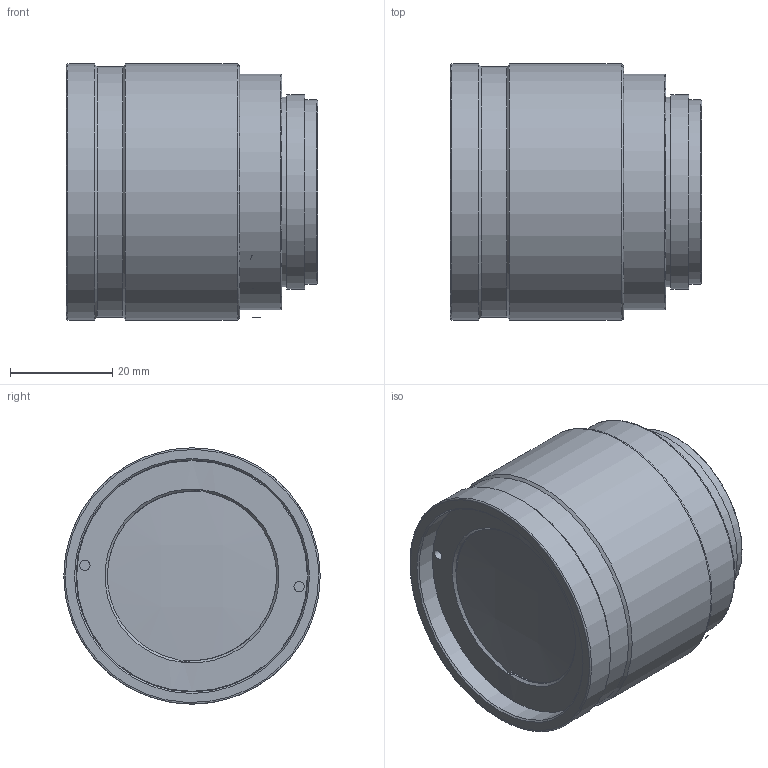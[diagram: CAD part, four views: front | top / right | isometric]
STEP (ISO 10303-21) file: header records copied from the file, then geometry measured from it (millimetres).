
FILE_DESCRIPTION (( 'STEP AP203' ), '1' );
FILE_NAME ('693048.STEP', '2025-12-22T03:10:06', ( 'Windows User' ), ( 'P R C' ), 'SwSTEP 2.0', 'SolidWorks 2020', '' );
FILE_SCHEMA (( 'CONFIG_CONTROL_DESIGN' ));
Length unit declared in the file: millimetre
Products named in the file (1): 693048
Bounding box: 49 x 50 x 50 mm (x, y, z)
Surface area: 17741.5 mm2 (no closed solid volume)
Topology: 0 solids, 27 shells, 58 faces, 145 edges, 110 vertices
Faces by surface type: cone 27, cylinder 14, plane 9, bspline 7, sphere 1
Full cylindrical faces by diameter (mm): 2 x2, 34 x1, 36 x1, 37 x1, 38 x1, 45.25 x1, 46 x1, 49 x1, 50 x2
Entity records: 5527 total; most frequent: CARTESIAN_POINT 4381, DIRECTION 189, ORIENTED_EDGE 145, EDGE_CURVE 110, VERTEX_POINT 100, AXIS2_PLACEMENT_3D 94, EDGE_LOOP 91, FACE_OUTER_BOUND 72
